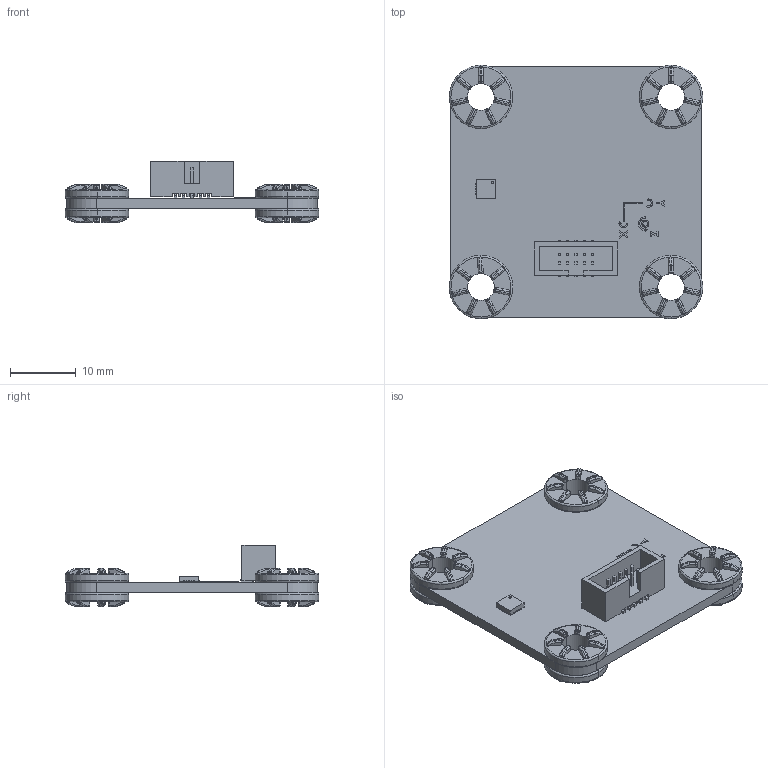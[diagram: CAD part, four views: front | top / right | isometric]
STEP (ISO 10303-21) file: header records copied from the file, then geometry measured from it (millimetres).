
FILE_DESCRIPTION (( 'STEP AP214' ), '1' );
FILE_NAME ('PIGEON.STEP', '2017-02-14T17:57:00', ( 'MIKE' ), ( 'Hewlett-Packard Company' ), 'SwSTEP 2.0', 'SolidWorks 2015', '' );
FILE_SCHEMA (( 'AUTOMOTIVE_DESIGN' ));
Length unit declared in the file: inch
Products named in the file (23): User Library-QFN-16_3x3_1; grommet; FCI_20021521-00010T1LF; USER LIBRARY-QFN-16_3X3; PCB; User Library-QFN-16_3x3_18; User Library-QFN-16_3x3_17; PIGEON; User Library-QFN-16_3x3_16; User Library-QFN-16_3x3_15; User Library-QFN-16_3x3_14; User Library-QFN-16_3x3_13; User Library-QFN-16_3x3_12; User Library-QFN-16_3x3_11; User Library-QFN-16_3x3_10; User Library-QFN-16_3x3_9; User Library-QFN-16_3x3_8; User Library-QFN-16_3x3_7; User Library-QFN-16_3x3_6; User Library-QFN-16_3x3_5; User Library-QFN-16_3x3_4; User Library-QFN-16_3x3_3; User Library-QFN-16_3x3_2
Assembly tree (25 placements, depth 3):
  PIGEON
    PCB
    FCI_20021521-00010T1LF
    USER LIBRARY-QFN-16_3X3
      User Library-QFN-16_3x3_1
      User Library-QFN-16_3x3_2
      User Library-QFN-16_3x3_3
      User Library-QFN-16_3x3_4
      User Library-QFN-16_3x3_5
      User Library-QFN-16_3x3_6
      User Library-QFN-16_3x3_7
      User Library-QFN-16_3x3_8
      User Library-QFN-16_3x3_9
      User Library-QFN-16_3x3_10
      User Library-QFN-16_3x3_11
      User Library-QFN-16_3x3_12
      User Library-QFN-16_3x3_13
      User Library-QFN-16_3x3_14
      User Library-QFN-16_3x3_15
      User Library-QFN-16_3x3_16
      User Library-QFN-16_3x3_17
      User Library-QFN-16_3x3_18
    grommet  x4
Bounding box: 38.61 x 38.61 x 9.35 mm (x, y, z)
Volume: 3132.1 mm3; surface area: 5147 mm2
Topology: 24 solids, 24 shells, 1741 faces, 4109 edges, 2306 vertices
Faces by surface type: cylinder 618, plane 611, sphere 256, torus 200, bspline 56
Entity records: 27966 total; most frequent: CARTESIAN_POINT 4031, DIRECTION 3871, ORIENTED_EDGE 3586, EDGE_CURVE 1793, AXIS2_PLACEMENT_3D 1350, LINE 1171, VECTOR 1171, VERTEX_POINT 1106
